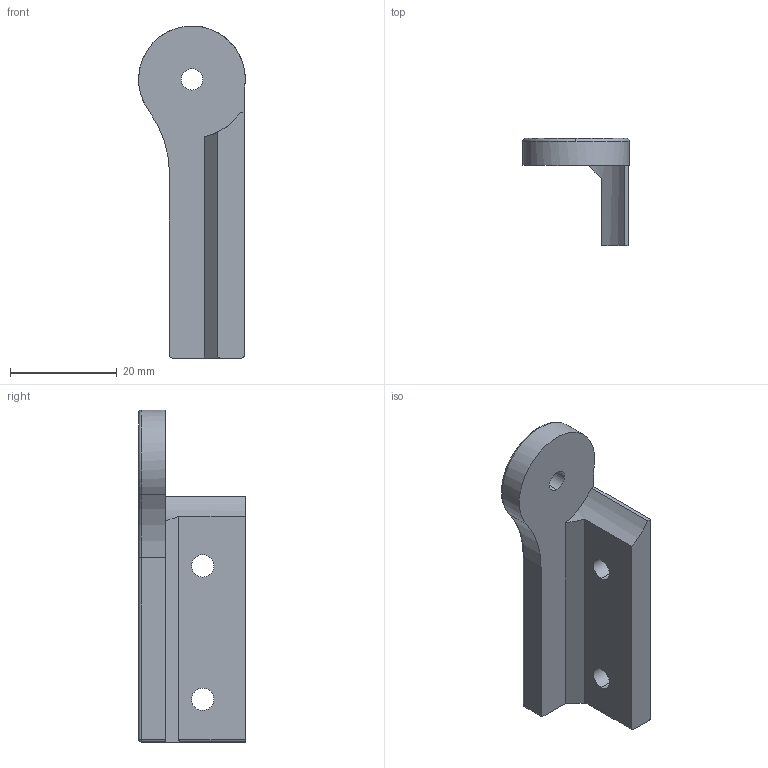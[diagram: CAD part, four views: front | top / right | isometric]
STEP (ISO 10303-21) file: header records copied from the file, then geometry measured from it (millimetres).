
FILE_DESCRIPTION (( 'STEP AP214' ), '1' );
FILE_NAME ('Lower_Syringe_Holder_Part-3.STEP', '2024-06-20T07:58:39', ( '' ), ( '' ), 'SwSTEP 2.0', 'SolidWorks 2024', '' );
FILE_SCHEMA (( 'AUTOMOTIVE_DESIGN' ));
Length unit declared in the file: millimetre
Products named in the file (1): Lower_Syringe_Holder_Part-3
Bounding box: 19.99 x 20 x 62.21 mm (x, y, z)
Volume: 7897.1 mm3; surface area: 4136 mm2
Topology: 1 solids, 1 shells, 31 faces, 79 edges, 48 vertices
Faces by surface type: cylinder 16, plane 9, torus 4, sphere 2
Entity records: 965 total; most frequent: DIRECTION 178, CARTESIAN_POINT 163, ORIENTED_EDGE 154, EDGE_CURVE 77, AXIS2_PLACEMENT_3D 71, VERTEX_POINT 48, CIRCLE 39, EDGE_LOOP 37
